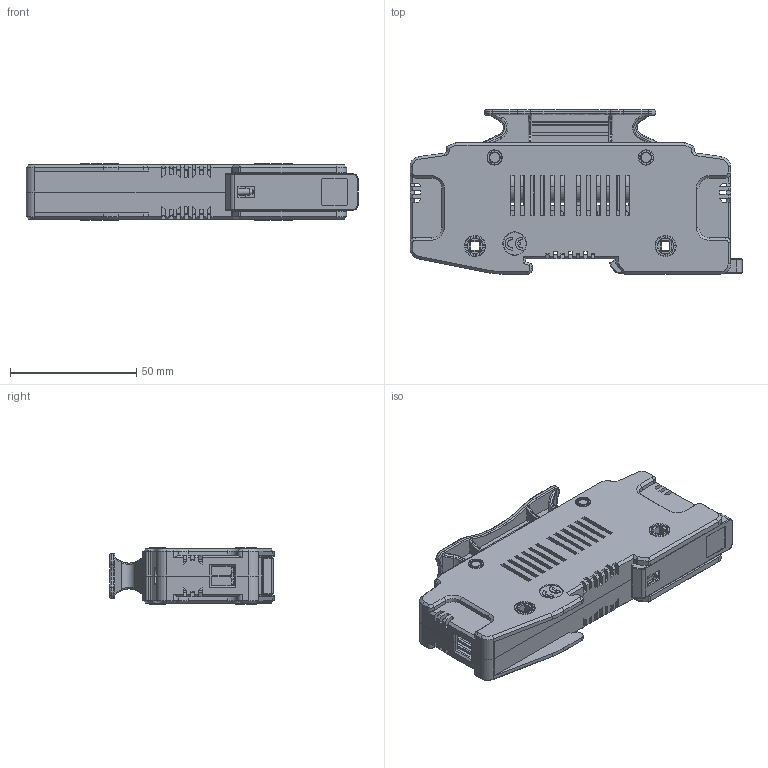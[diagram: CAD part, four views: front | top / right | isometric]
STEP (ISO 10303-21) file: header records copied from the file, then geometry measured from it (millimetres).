
FILE_DESCRIPTION((''),'2;1');
FILE_NAME('1_ASM','2019-06-11T',('Administrator'),(''),'PRO/ENGINEER BY PARAMETRIC TECHNOLOGY CORPORATION, 2010180','PRO/ENGINEER BY PARAMETRIC TECHNOLOGY CORPORATION, 2010180','');
FILE_SCHEMA(('CONFIG_CONTROL_DESIGN'));
Products named in the file (10): 2_46_4; 1_41_4; 6_56_5; PRT0007_1; PRT0008_1; 5_1_1; 8_1_1; 9_1_1; ASM0001_ASM_20_ASM_1_ASM; 1_ASM
Assembly tree (10 placements, depth 3):
  1_ASM
    ASM0001_ASM_20_ASM_1_ASM
      2_46_4
      1_41_4
      6_56_5
      PRT0007_1  x2
      PRT0008_1
      5_1_1
      8_1_1
      9_1_1
Bounding box: 131.5 x 65 x 22.5 mm (x, y, z)
Volume: 73690.9 mm3; surface area: 77238.6 mm2
Topology: 9 solids, 9 shells, 2114 faces, 6187 edges, 4027 vertices
Faces by surface type: plane 1351, cylinder 491, torus 104, cone 77, bspline 47, sphere 44
Entity records: 70747 total; most frequent: CARTESIAN_POINT 15082, ORIENTED_EDGE 12006, DIRECTION 11275, EDGE_CURVE 6003, VECTOR 4323, LINE 4323, VERTEX_POINT 3949, AXIS2_PLACEMENT_3D 3476
